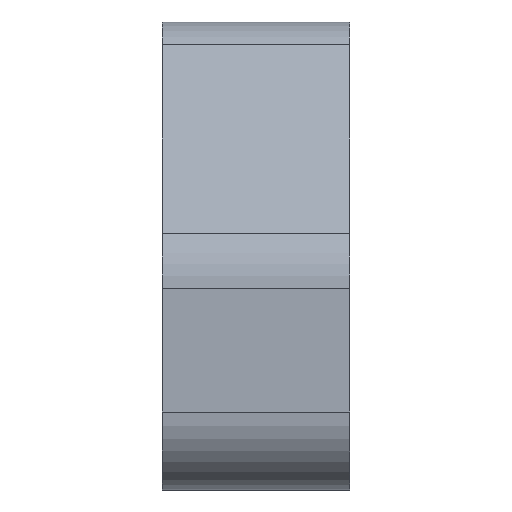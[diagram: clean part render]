
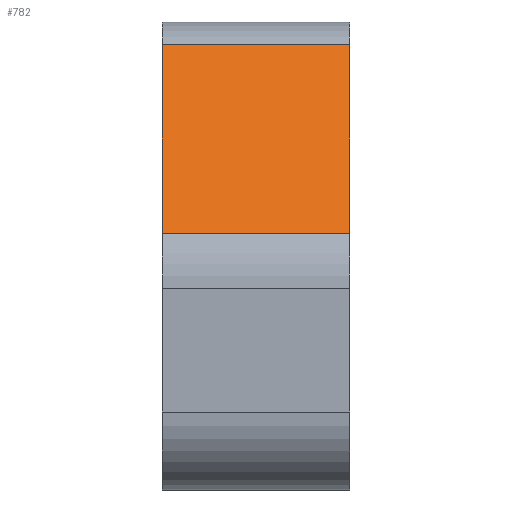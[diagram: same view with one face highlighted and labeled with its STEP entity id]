
A CAD part, left-side view. The second image highlights one B-rep face of the part: STEP entity #782.
In plain terms, the highlighted planar face has unit normal (-0.707, 0, 0.707).
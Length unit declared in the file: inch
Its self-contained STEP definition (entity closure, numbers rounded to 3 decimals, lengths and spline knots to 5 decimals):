
#18 = CARTESIAN_POINT ( 'NONE',  ( -0.71339, 0., 0.03661 ) ) ;
#33 = LINE ( 'NONE', #18, #84 ) ;
#74 = CARTESIAN_POINT ( 'NONE',  ( -0.71339, 0.3, 0.03661 ) ) ;
#84 = VECTOR ( 'NONE', #1024, 39.37008 ) ;
#92 = CARTESIAN_POINT ( 'NONE',  ( -0.71339, 0., 0.03661 ) ) ;
#99 = VERTEX_POINT ( 'NONE', #867 ) ;
#110 = CARTESIAN_POINT ( 'NONE',  ( -0.375, 0.3, 0.375 ) ) ;
#129 = VERTEX_POINT ( 'NONE', #74 ) ;
#194 = VECTOR ( 'NONE', #645, 39.37008 ) ;
#200 = LINE ( 'NONE', #488, #194 ) ;
#212 = VECTOR ( 'NONE', #884, 39.37008 ) ;
#296 = PLANE ( 'NONE',  #726 ) ;
#338 = VERTEX_POINT ( 'NONE', #92 ) ;
#353 = EDGE_LOOP ( 'NONE', ( #711, #1123, #613, #898 ) ) ;
#383 = DIRECTION ( 'NONE',  ( 0.707, 0., -0.707 ) ) ;
#440 = VERTEX_POINT ( 'NONE', #847 ) ;
#488 = CARTESIAN_POINT ( 'NONE',  ( -0.375, 0., 0.375 ) ) ;
#489 = CARTESIAN_POINT ( 'NONE',  ( -0.41161, 0.3, 0.33839 ) ) ;
#515 = DIRECTION ( 'NONE',  ( 0., 1., 0. ) ) ;
#533 = LINE ( 'NONE', #1048, #212 ) ;
#554 = EDGE_CURVE ( 'NONE', #440, #99, #1021, .T. ) ;
#569 = DIRECTION ( 'NONE',  ( 0., -1., 0. ) ) ;
#613 = ORIENTED_EDGE ( 'NONE', *, *, #710, .F. ) ;
#645 = DIRECTION ( 'NONE',  ( -0.707, 0., -0.707 ) ) ;
#710 = EDGE_CURVE ( 'NONE', #129, #99, #533, .T. ) ;
#711 = ORIENTED_EDGE ( 'NONE', *, *, #859, .F. ) ;
#726 = AXIS2_PLACEMENT_3D ( 'NONE', #110, #383, #569 ) ;
#782 = ADVANCED_FACE ( 'NONE', ( #812 ), #296, .F. ) ;
#812 = FACE_OUTER_BOUND ( 'NONE', #353, .T. ) ;
#831 = EDGE_CURVE ( 'NONE', #129, #338, #33, .T. ) ;
#847 = CARTESIAN_POINT ( 'NONE',  ( -0.41161, 0., 0.33839 ) ) ;
#859 = EDGE_CURVE ( 'NONE', #440, #338, #200, .T. ) ;
#867 = CARTESIAN_POINT ( 'NONE',  ( -0.41161, 0.3, 0.33839 ) ) ;
#884 = DIRECTION ( 'NONE',  ( 0.707, 0., 0.707 ) ) ;
#898 = ORIENTED_EDGE ( 'NONE', *, *, #831, .T. ) ;
#959 = VECTOR ( 'NONE', #515, 39.37008 ) ;
#1021 = LINE ( 'NONE', #489, #959 ) ;
#1024 = DIRECTION ( 'NONE',  ( 0., -1., 0. ) ) ;
#1048 = CARTESIAN_POINT ( 'NONE',  ( -0.375, 0.3, 0.375 ) ) ;
#1123 = ORIENTED_EDGE ( 'NONE', *, *, #554, .T. ) ;
